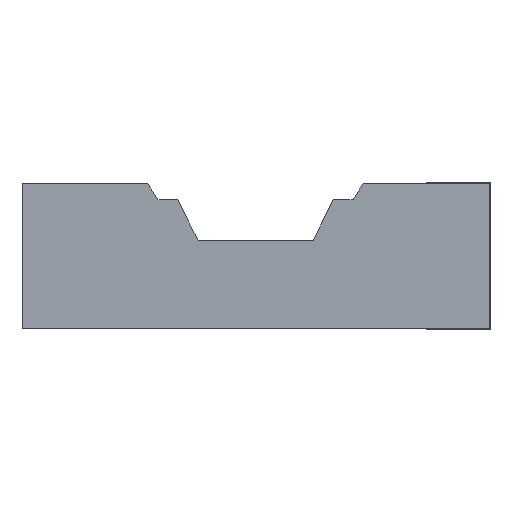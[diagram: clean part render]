
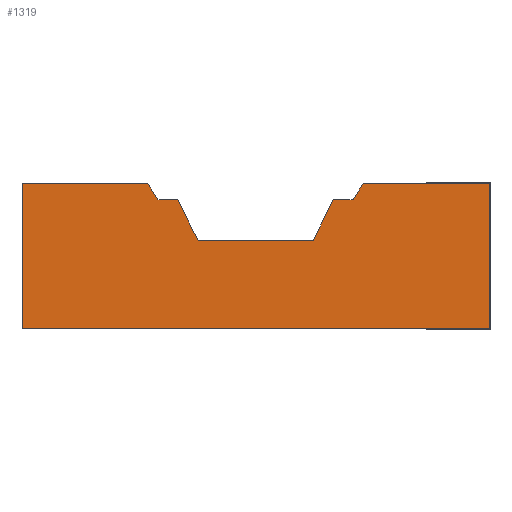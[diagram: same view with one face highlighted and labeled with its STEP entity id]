
A CAD part, left-side view. The second image highlights one B-rep face of the part: STEP entity #1319.
In plain terms, the highlighted planar face has unit normal (-1, 0, 0).
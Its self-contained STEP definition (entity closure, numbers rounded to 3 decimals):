
#809=CARTESIAN_POINT('',(-8.05,-7.365,1.586));
#810=VERTEX_POINT('',#809);
#817=CARTESIAN_POINT('',(-8.05,7.473,1.586));
#818=VERTEX_POINT('',#817);
#819=CARTESIAN_POINT('',(-8.05,-7.365,1.586));
#820=DIRECTION('',(0.0,1.0,0.0));
#821=VECTOR('',#820,14.838);
#822=LINE('',#819,#821);
#823=EDGE_CURVE('',#810,#818,#822,.T.);
#871=CARTESIAN_POINT('',(-8.05,-7.365,6.206));
#872=VERTEX_POINT('',#871);
#879=CARTESIAN_POINT('',(-8.05,-7.365,6.206));
#880=DIRECTION('',(0.0,0.0,-1.0));
#881=VECTOR('',#880,4.62);
#882=LINE('',#879,#881);
#883=EDGE_CURVE('',#872,#810,#882,.T.);
#912=CARTESIAN_POINT('',(-8.05,-3.351,6.195));
#913=VERTEX_POINT('',#912);
#920=CARTESIAN_POINT('',(-8.05,-3.351,6.195));
#921=DIRECTION('',(0.0,-1.,0.003));
#922=VECTOR('',#921,4.014);
#923=LINE('',#920,#922);
#924=EDGE_CURVE('',#913,#872,#923,.T.);
#949=CARTESIAN_POINT('',(-8.05,-3.036,5.694));
#950=VERTEX_POINT('',#949);
#957=CARTESIAN_POINT('',(-8.05,-3.036,5.694));
#958=DIRECTION('',(0.0,-0.533,0.846));
#959=VECTOR('',#958,0.592);
#960=LINE('',#957,#959);
#961=EDGE_CURVE('',#950,#913,#960,.T.);
#980=CARTESIAN_POINT('',(-8.05,-2.406,5.694));
#981=VERTEX_POINT('',#980);
#988=CARTESIAN_POINT('',(-8.05,-2.406,5.694));
#989=DIRECTION('',(0.0,-1.0,0.0));
#990=VECTOR('',#989,0.63);
#991=LINE('',#988,#990);
#992=EDGE_CURVE('',#981,#950,#991,.T.);
#1011=CARTESIAN_POINT('',(-8.05,-1.774,4.4));
#1012=VERTEX_POINT('',#1011);
#1019=CARTESIAN_POINT('',(-8.05,-1.774,4.4));
#1020=DIRECTION('',(0.0,-0.439,0.899));
#1021=VECTOR('',#1020,1.44);
#1022=LINE('',#1019,#1021);
#1023=EDGE_CURVE('',#1012,#981,#1022,.T.);
#1042=CARTESIAN_POINT('',(-8.05,1.886,4.4));
#1043=VERTEX_POINT('',#1042);
#1050=CARTESIAN_POINT('',(-8.05,1.886,4.4));
#1051=DIRECTION('',(0.0,-1.0,0.0));
#1052=VECTOR('',#1051,3.66);
#1053=LINE('',#1050,#1052);
#1054=EDGE_CURVE('',#1043,#1012,#1053,.T.);
#1073=CARTESIAN_POINT('',(-8.05,2.527,5.689));
#1074=VERTEX_POINT('',#1073);
#1081=CARTESIAN_POINT('',(-8.05,2.527,5.689));
#1082=DIRECTION('',(0.0,-0.445,-0.896));
#1083=VECTOR('',#1082,1.44);
#1084=LINE('',#1081,#1083);
#1085=EDGE_CURVE('',#1074,#1043,#1084,.T.);
#1104=CARTESIAN_POINT('',(-8.05,3.157,5.689));
#1105=VERTEX_POINT('',#1104);
#1112=CARTESIAN_POINT('',(-8.05,3.157,5.689));
#1113=DIRECTION('',(0.0,-1.0,0.0));
#1114=VECTOR('',#1113,0.63);
#1115=LINE('',#1112,#1114);
#1116=EDGE_CURVE('',#1105,#1074,#1115,.T.);
#1135=CARTESIAN_POINT('',(-8.05,3.477,6.195));
#1136=VERTEX_POINT('',#1135);
#1143=CARTESIAN_POINT('',(-8.05,3.477,6.195));
#1144=DIRECTION('',(0.0,-0.535,-0.845));
#1145=VECTOR('',#1144,0.598);
#1146=LINE('',#1143,#1145);
#1147=EDGE_CURVE('',#1136,#1105,#1146,.T.);
#1166=CARTESIAN_POINT('',(-8.05,7.473,6.206));
#1167=VERTEX_POINT('',#1166);
#1174=CARTESIAN_POINT('',(-8.05,7.473,6.206));
#1175=DIRECTION('',(0.0,-1.,-0.003));
#1176=VECTOR('',#1175,3.996);
#1177=LINE('',#1174,#1176);
#1178=EDGE_CURVE('',#1167,#1136,#1177,.T.);
#1295=CARTESIAN_POINT('',(-8.05,6.469,3.893));
#1296=DIRECTION('',(1.0,0.0,0.0));
#1297=DIRECTION('',(0.0,0.0,1.0));
#1298=AXIS2_PLACEMENT_3D('',#1295,#1296,#1297);
#1299=PLANE('',#1298);
#1300=CARTESIAN_POINT('',(-8.05,7.473,1.586));
#1301=DIRECTION('',(0.0,0.0,1.0));
#1302=VECTOR('',#1301,4.62);
#1303=LINE('',#1300,#1302);
#1304=EDGE_CURVE('',#818,#1167,#1303,.T.);
#1305=ORIENTED_EDGE('',*,*,#1304,.F.);
#1306=ORIENTED_EDGE('',*,*,#823,.F.);
#1307=ORIENTED_EDGE('',*,*,#883,.F.);
#1308=ORIENTED_EDGE('',*,*,#924,.F.);
#1309=ORIENTED_EDGE('',*,*,#961,.F.);
#1310=ORIENTED_EDGE('',*,*,#992,.F.);
#1311=ORIENTED_EDGE('',*,*,#1023,.F.);
#1312=ORIENTED_EDGE('',*,*,#1054,.F.);
#1313=ORIENTED_EDGE('',*,*,#1085,.F.);
#1314=ORIENTED_EDGE('',*,*,#1116,.F.);
#1315=ORIENTED_EDGE('',*,*,#1147,.F.);
#1316=ORIENTED_EDGE('',*,*,#1178,.F.);
#1317=EDGE_LOOP('',(#1305,#1306,#1307,#1308,#1309,#1310,#1311,#1312,#1313,#1314,#1315,#1316));
#1318=FACE_OUTER_BOUND('',#1317,.T.);
#1319=ADVANCED_FACE('',(#1318),#1299,.F.);
